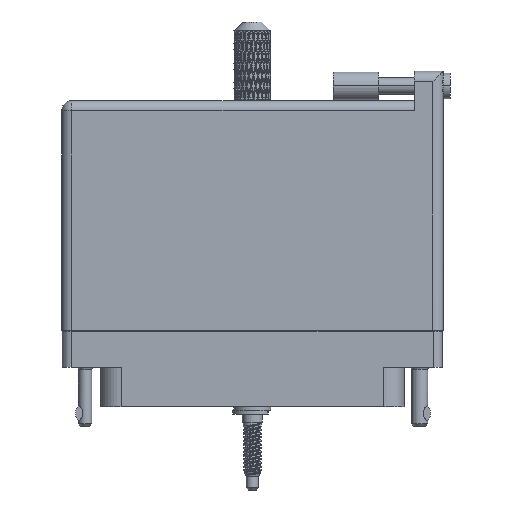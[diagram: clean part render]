
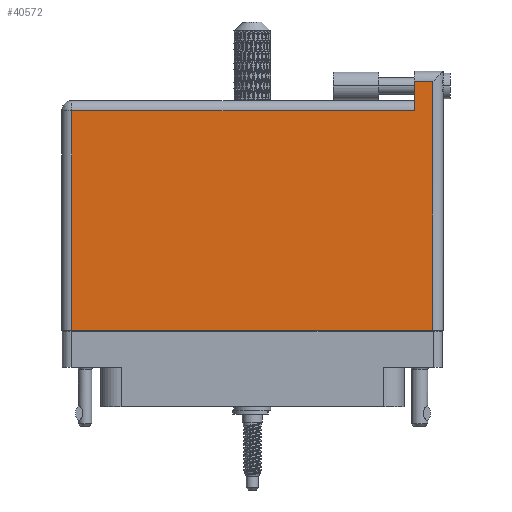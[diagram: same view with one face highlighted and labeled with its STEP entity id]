
A CAD part, front view. The second image highlights one B-rep face of the part: STEP entity #40572.
In plain terms, the highlighted face is planar.
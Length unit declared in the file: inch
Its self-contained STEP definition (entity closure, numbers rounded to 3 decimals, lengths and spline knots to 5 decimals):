
#1006 = EDGE_CURVE ( 'NONE', #12334, #68335, #99381, .T. ) ;
#5349 = CARTESIAN_POINT ( 'NONE',  ( 1.23, 1.666, 0.4495 ) ) ;
#10055 = CARTESIAN_POINT ( 'NONE',  ( -1.3, -0.1, 0.4495 ) ) ;
#12334 = VERTEX_POINT ( 'NONE', #69962 ) ;
#18001 = VERTEX_POINT ( 'NONE', #26745 ) ;
#19699 = ORIENTED_EDGE ( 'NONE', *, *, #115456, .T. ) ;
#20956 = ORIENTED_EDGE ( 'NONE', *, *, #67869, .T. ) ;
#22751 = LINE ( 'NONE', #24199, #50813 ) ;
#23853 = VERTEX_POINT ( 'NONE', #97662 ) ;
#24199 = CARTESIAN_POINT ( 'NONE',  ( -1.23, -0.1, 0.4495 ) ) ;
#25338 = VECTOR ( 'NONE', #39259, 39.37008 ) ;
#25349 = PLANE ( 'NONE',  #70845 ) ;
#25935 = LINE ( 'NONE', #55369, #27330 ) ;
#26745 = CARTESIAN_POINT ( 'NONE',  ( 1.23, 1.596, 0.4495 ) ) ;
#27330 = VECTOR ( 'NONE', #85033, 39.37008 ) ;
#29902 = LINE ( 'NONE', #5349, #96349 ) ;
#34815 = CARTESIAN_POINT ( 'NONE',  ( -1.3, 1.466, 0.4495 ) ) ;
#39259 = DIRECTION ( 'NONE',  ( -1., 0., 0. ) ) ;
#40572 = ADVANCED_FACE ( 'NONE', ( #85755 ), #25349, .F. ) ;
#43275 = DIRECTION ( 'NONE',  ( 0., 1., 0. ) ) ;
#50813 = VECTOR ( 'NONE', #91383, 39.37008 ) ;
#51970 = DIRECTION ( 'NONE',  ( -1., 0., 0. ) ) ;
#55369 = CARTESIAN_POINT ( 'NONE',  ( 1.103, 1.666, 0.4495 ) ) ;
#59038 = CARTESIAN_POINT ( 'NONE',  ( -1.3, 1.396, 0.4495 ) ) ;
#67869 = EDGE_CURVE ( 'NONE', #23853, #104362, #102140, .T. ) ;
#68335 = VERTEX_POINT ( 'NONE', #113252 ) ;
#69699 = CARTESIAN_POINT ( 'NONE',  ( -1.3, 1.596, 0.4495 ) ) ;
#69962 = CARTESIAN_POINT ( 'NONE',  ( -1.23, -0.1, 0.4495 ) ) ;
#70845 = AXIS2_PLACEMENT_3D ( 'NONE', #34815, #100782, #110255 ) ;
#71404 = EDGE_LOOP ( 'NONE', ( #82150, #79169, #117067, #19699, #20956, #93914 ) ) ;
#77305 = DIRECTION ( 'NONE',  ( 1., 0., 0. ) ) ;
#79169 = ORIENTED_EDGE ( 'NONE', *, *, #97013, .T. ) ;
#80252 = VECTOR ( 'NONE', #77305, 39.37008 ) ;
#81224 = CARTESIAN_POINT ( 'NONE',  ( -1.23, 1.396, 0.4495 ) ) ;
#82150 = ORIENTED_EDGE ( 'NONE', *, *, #1006, .T. ) ;
#85033 = DIRECTION ( 'NONE',  ( 0., -1., 0. ) ) ;
#85302 = CARTESIAN_POINT ( 'NONE',  ( 1.103, 1.596, 0.4495 ) ) ;
#85755 = FACE_OUTER_BOUND ( 'NONE', #71404, .T. ) ;
#86268 = VERTEX_POINT ( 'NONE', #85302 ) ;
#91383 = DIRECTION ( 'NONE',  ( 0., -1., 0. ) ) ;
#93914 = ORIENTED_EDGE ( 'NONE', *, *, #116436, .T. ) ;
#95946 = EDGE_CURVE ( 'NONE', #18001, #86268, #102431, .T. ) ;
#96349 = VECTOR ( 'NONE', #43275, 39.37008 ) ;
#97013 = EDGE_CURVE ( 'NONE', #68335, #18001, #29902, .T. ) ;
#97662 = CARTESIAN_POINT ( 'NONE',  ( 1.103, 1.396, 0.4495 ) ) ;
#99381 = LINE ( 'NONE', #10055, #80252 ) ;
#100782 = DIRECTION ( 'NONE',  ( 0., 0., -1. ) ) ;
#102140 = LINE ( 'NONE', #59038, #25338 ) ;
#102431 = LINE ( 'NONE', #69699, #108380 ) ;
#104362 = VERTEX_POINT ( 'NONE', #81224 ) ;
#108380 = VECTOR ( 'NONE', #51970, 39.37008 ) ;
#110255 = DIRECTION ( 'NONE',  ( -1., 0., 0. ) ) ;
#113252 = CARTESIAN_POINT ( 'NONE',  ( 1.23, -0.1, 0.4495 ) ) ;
#115456 = EDGE_CURVE ( 'NONE', #86268, #23853, #25935, .T. ) ;
#116436 = EDGE_CURVE ( 'NONE', #104362, #12334, #22751, .T. ) ;
#117067 = ORIENTED_EDGE ( 'NONE', *, *, #95946, .T. ) ;
